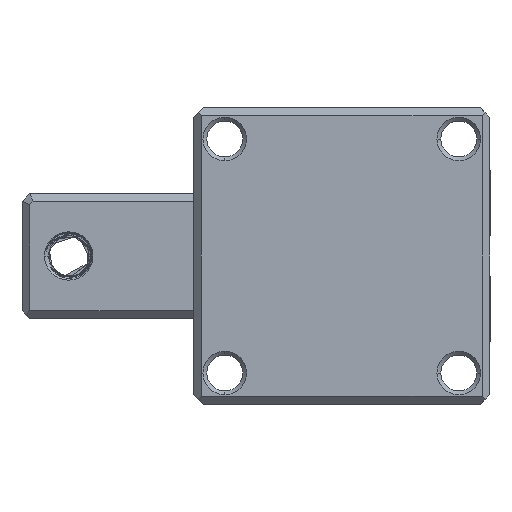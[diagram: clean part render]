
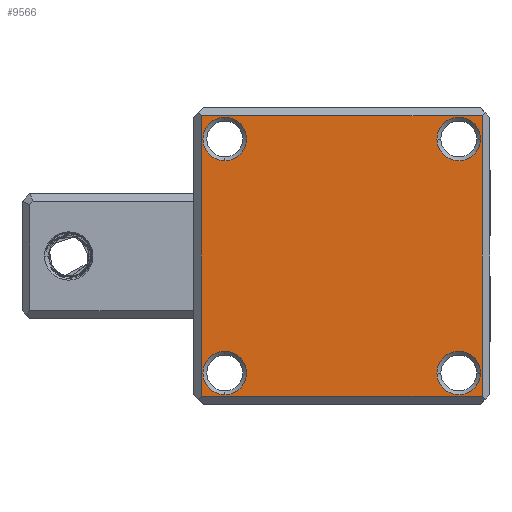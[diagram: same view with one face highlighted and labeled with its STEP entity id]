
A CAD part, front view. The second image highlights one B-rep face of the part: STEP entity #9566.
In plain terms, the highlighted planar face has unit normal (0, -1, 0).
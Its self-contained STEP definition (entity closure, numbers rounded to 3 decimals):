
#223 = EDGE_LOOP ( 'NONE', ( #14511, #1706 ) ) ;
#360 = FACE_OUTER_BOUND ( 'NONE', #24898, .T. ) ;
#610 = ORIENTED_EDGE ( 'NONE', *, *, #23530, .T. ) ;
#873 = AXIS2_PLACEMENT_3D ( 'NONE', #15420, #1069, #17819 ) ;
#1069 = DIRECTION ( 'NONE',  ( 0., 1., 0. ) ) ;
#1188 = DIRECTION ( 'NONE',  ( 0., 0., -1. ) ) ;
#1254 = CARTESIAN_POINT ( 'NONE',  ( -14299.171, 1875.563, -18. ) ) ;
#1334 = DIRECTION ( 'NONE',  ( 1., 0., 0. ) ) ;
#1688 = CARTESIAN_POINT ( 'NONE',  ( -14332.171, 1875.563, -12.2 ) ) ;
#1699 = EDGE_CURVE ( 'NONE', #27632, #14817, #5969, .T. ) ;
#1706 = ORIENTED_EDGE ( 'NONE', *, *, #6875, .T. ) ;
#1887 = VECTOR ( 'NONE', #27405, 1000. ) ;
#1970 = CARTESIAN_POINT ( 'NONE',  ( -14302.171, 1875.563, -15. ) ) ;
#2073 = DIRECTION ( 'NONE',  ( 0., 0., -1. ) ) ;
#2264 = CIRCLE ( 'NONE', #12350, 2.8 ) ;
#2290 = EDGE_LOOP ( 'NONE', ( #19483, #13380 ) ) ;
#2629 = CARTESIAN_POINT ( 'NONE',  ( -14332.171, 1875.563, 15. ) ) ;
#3051 = VECTOR ( 'NONE', #16785, 1000. ) ;
#3219 = CARTESIAN_POINT ( 'NONE',  ( -14337.832, 1875.563, 18. ) ) ;
#3340 = ORIENTED_EDGE ( 'NONE', *, *, #27778, .T. ) ;
#3720 = AXIS2_PLACEMENT_3D ( 'NONE', #29972, #15683, #1334 ) ;
#4094 = CARTESIAN_POINT ( 'NONE',  ( -14332.171, 1875.563, 17.8 ) ) ;
#4397 = DIRECTION ( 'NONE',  ( 1., 0., 0. ) ) ;
#4662 = AXIS2_PLACEMENT_3D ( 'NONE', #25906, #11593, #28314 ) ;
#5031 = DIRECTION ( 'NONE',  ( 0., 0., -1. ) ) ;
#5382 = CARTESIAN_POINT ( 'NONE',  ( -14332.171, 1875.563, -15. ) ) ;
#5969 = LINE ( 'NONE', #13477, #16466 ) ;
#6183 = EDGE_LOOP ( 'NONE', ( #10059, #3340 ) ) ;
#6185 = VERTEX_POINT ( 'NONE', #28068 ) ;
#6735 = FACE_BOUND ( 'NONE', #223, .T. ) ;
#6875 = EDGE_CURVE ( 'NONE', #29904, #13661, #8685, .T. ) ;
#7194 = VERTEX_POINT ( 'NONE', #1688 ) ;
#7204 = ORIENTED_EDGE ( 'NONE', *, *, #8942, .T. ) ;
#7803 = DIRECTION ( 'NONE',  ( 0., 0., -1. ) ) ;
#7888 = CIRCLE ( 'NONE', #29201, 2.8 ) ;
#8391 = EDGE_CURVE ( 'NONE', #27632, #27828, #20966, .T. ) ;
#8685 = CIRCLE ( 'NONE', #873, 2.8 ) ;
#8942 = EDGE_CURVE ( 'NONE', #12969, #30856, #2264, .T. ) ;
#9101 = PLANE ( 'NONE',  #29349 ) ;
#9151 = CIRCLE ( 'NONE', #4662, 2.8 ) ;
#9179 = DIRECTION ( 'NONE',  ( 0., 1., 0. ) ) ;
#9317 = EDGE_CURVE ( 'NONE', #13661, #29904, #29535, .T. ) ;
#9566 = ADVANCED_FACE ( 'NONE', ( #360, #6735, #13846, #25042, #18699 ), #9101, .T. ) ;
#10059 = ORIENTED_EDGE ( 'NONE', *, *, #30569, .T. ) ;
#11593 = DIRECTION ( 'NONE',  ( 0., 1., 0. ) ) ;
#11641 = DIRECTION ( 'NONE',  ( 1., 0., 0. ) ) ;
#12082 = CIRCLE ( 'NONE', #26371, 2.8 ) ;
#12350 = AXIS2_PLACEMENT_3D ( 'NONE', #2629, #19355, #5031 ) ;
#12496 = CARTESIAN_POINT ( 'NONE',  ( -14335.171, 1875.563, 0. ) ) ;
#12785 = LINE ( 'NONE', #3219, #3051 ) ;
#12876 = CARTESIAN_POINT ( 'NONE',  ( -14332.171, 1875.563, -17.8 ) ) ;
#12916 = CARTESIAN_POINT ( 'NONE',  ( -14304.971, 1875.563, -15. ) ) ;
#12969 = VERTEX_POINT ( 'NONE', #4094 ) ;
#13004 = CARTESIAN_POINT ( 'NONE',  ( -14299.171, 1875.563, 18. ) ) ;
#13380 = ORIENTED_EDGE ( 'NONE', *, *, #29216, .T. ) ;
#13477 = CARTESIAN_POINT ( 'NONE',  ( -14337.832, 1875.563, -18. ) ) ;
#13568 = ORIENTED_EDGE ( 'NONE', *, *, #25259, .T. ) ;
#13661 = VERTEX_POINT ( 'NONE', #27031 ) ;
#13846 = FACE_BOUND ( 'NONE', #2290, .T. ) ;
#14511 = ORIENTED_EDGE ( 'NONE', *, *, #9317, .T. ) ;
#14665 = CIRCLE ( 'NONE', #29384, 2.8 ) ;
#14817 = VERTEX_POINT ( 'NONE', #1254 ) ;
#14934 = CARTESIAN_POINT ( 'NONE',  ( -14332.171, 1875.563, 12.2 ) ) ;
#15105 = CIRCLE ( 'NONE', #18905, 2.8 ) ;
#15420 = CARTESIAN_POINT ( 'NONE',  ( -14302.171, 1875.563, 15. ) ) ;
#15526 = DIRECTION ( 'NONE',  ( 0., 1., 0. ) ) ;
#15683 = DIRECTION ( 'NONE',  ( 0., 1., 0. ) ) ;
#16315 = ORIENTED_EDGE ( 'NONE', *, *, #29732, .T. ) ;
#16411 = DIRECTION ( 'NONE',  ( 0., -1., 0. ) ) ;
#16466 = VECTOR ( 'NONE', #11641, 1000. ) ;
#16785 = DIRECTION ( 'NONE',  ( -1., 0., 0. ) ) ;
#17208 = CARTESIAN_POINT ( 'NONE',  ( -14299.171, 1875.563, 0. ) ) ;
#17486 = VERTEX_POINT ( 'NONE', #13004 ) ;
#17819 = DIRECTION ( 'NONE',  ( 1., 0., 0. ) ) ;
#18699 = FACE_BOUND ( 'NONE', #24843, .T. ) ;
#18710 = DIRECTION ( 'NONE',  ( 0., 1., 0. ) ) ;
#18905 = AXIS2_PLACEMENT_3D ( 'NONE', #29816, #15526, #1188 ) ;
#19355 = DIRECTION ( 'NONE',  ( 0., 1., 0. ) ) ;
#19483 = ORIENTED_EDGE ( 'NONE', *, *, #24739, .T. ) ;
#19591 = DIRECTION ( 'NONE',  ( 0., 0., 1. ) ) ;
#20966 = LINE ( 'NONE', #12496, #1887 ) ;
#21234 = CARTESIAN_POINT ( 'NONE',  ( -14304.971, 1875.563, 15. ) ) ;
#22094 = DIRECTION ( 'NONE',  ( 0., 1., 0. ) ) ;
#22608 = VECTOR ( 'NONE', #19591, 1000. ) ;
#23457 = CARTESIAN_POINT ( 'NONE',  ( -14332.171, 1875.563, -15. ) ) ;
#23530 = EDGE_CURVE ( 'NONE', #14817, #17486, #29713, .T. ) ;
#23724 = VERTEX_POINT ( 'NONE', #12916 ) ;
#24372 = VERTEX_POINT ( 'NONE', #12876 ) ;
#24495 = CARTESIAN_POINT ( 'NONE',  ( -14335.171, 1875.563, 18. ) ) ;
#24739 = EDGE_CURVE ( 'NONE', #6185, #23724, #9151, .T. ) ;
#24843 = EDGE_LOOP ( 'NONE', ( #13568, #7204 ) ) ;
#24898 = EDGE_LOOP ( 'NONE', ( #27257, #30868, #610, #16315 ) ) ;
#25042 = FACE_BOUND ( 'NONE', #6183, .T. ) ;
#25259 = EDGE_CURVE ( 'NONE', #30856, #12969, #15105, .T. ) ;
#25886 = DIRECTION ( 'NONE',  ( 0., 0., -1. ) ) ;
#25906 = CARTESIAN_POINT ( 'NONE',  ( -14302.171, 1875.563, -15. ) ) ;
#26371 = AXIS2_PLACEMENT_3D ( 'NONE', #5382, #22094, #7803 ) ;
#26498 = CARTESIAN_POINT ( 'NONE',  ( -14335.171, 1875.563, -18. ) ) ;
#27031 = CARTESIAN_POINT ( 'NONE',  ( -14299.371, 1875.563, 15. ) ) ;
#27257 = ORIENTED_EDGE ( 'NONE', *, *, #8391, .F. ) ;
#27405 = DIRECTION ( 'NONE',  ( 0., 0., 1. ) ) ;
#27632 = VERTEX_POINT ( 'NONE', #26498 ) ;
#27778 = EDGE_CURVE ( 'NONE', #7194, #24372, #12082, .T. ) ;
#27828 = VERTEX_POINT ( 'NONE', #24495 ) ;
#28068 = CARTESIAN_POINT ( 'NONE',  ( -14299.371, 1875.563, -15. ) ) ;
#28314 = DIRECTION ( 'NONE',  ( 1., 0., 0. ) ) ;
#29201 = AXIS2_PLACEMENT_3D ( 'NONE', #23457, #9179, #25886 ) ;
#29216 = EDGE_CURVE ( 'NONE', #23724, #6185, #14665, .T. ) ;
#29349 = AXIS2_PLACEMENT_3D ( 'NONE', #30692, #16411, #2073 ) ;
#29384 = AXIS2_PLACEMENT_3D ( 'NONE', #1970, #18710, #4397 ) ;
#29535 = CIRCLE ( 'NONE', #3720, 2.8 ) ;
#29713 = LINE ( 'NONE', #17208, #22608 ) ;
#29732 = EDGE_CURVE ( 'NONE', #17486, #27828, #12785, .T. ) ;
#29816 = CARTESIAN_POINT ( 'NONE',  ( -14332.171, 1875.563, 15. ) ) ;
#29904 = VERTEX_POINT ( 'NONE', #21234 ) ;
#29972 = CARTESIAN_POINT ( 'NONE',  ( -14302.171, 1875.563, 15. ) ) ;
#30569 = EDGE_CURVE ( 'NONE', #24372, #7194, #7888, .T. ) ;
#30692 = CARTESIAN_POINT ( 'NONE',  ( -14337.832, 1875.563, 0. ) ) ;
#30856 = VERTEX_POINT ( 'NONE', #14934 ) ;
#30868 = ORIENTED_EDGE ( 'NONE', *, *, #1699, .T. ) ;
